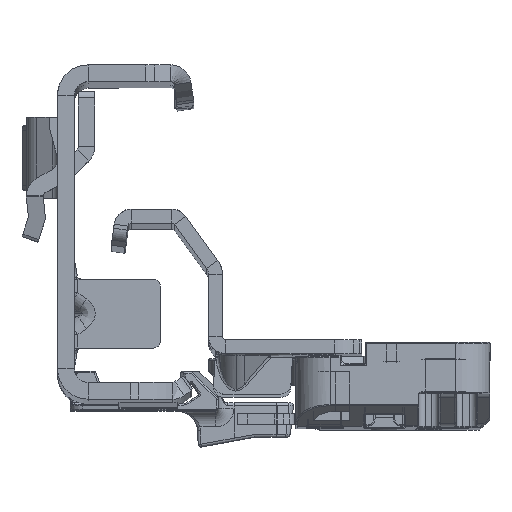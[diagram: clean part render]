
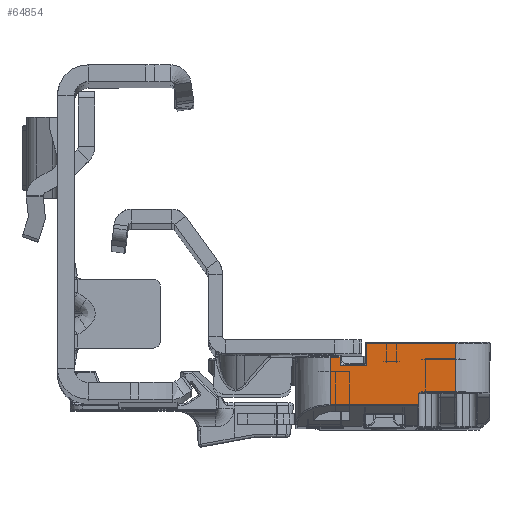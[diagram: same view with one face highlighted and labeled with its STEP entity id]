
A CAD part, top view. The second image highlights one B-rep face of the part: STEP entity #64854.
In plain terms, the highlighted face is planar.
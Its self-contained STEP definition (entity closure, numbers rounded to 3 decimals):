
#4140 = CARTESIAN_POINT ( 'NONE',  ( 3.15, 0.1, -284.5 ) ) ;
#5052 = LINE ( 'NONE', #55858, #96339 ) ;
#5395 = LINE ( 'NONE', #4140, #112605 ) ;
#5591 = VECTOR ( 'NONE', #121061, 1000. ) ;
#6179 = EDGE_CURVE ( 'NONE', #103633, #87219, #27048, .T. ) ;
#10166 = DIRECTION ( 'NONE',  ( 1., 0., 0. ) ) ;
#11209 = DIRECTION ( 'NONE',  ( 0., -1., 0. ) ) ;
#11236 = CARTESIAN_POINT ( 'NONE',  ( 3.15, -1.15, -284.5 ) ) ;
#11387 = VECTOR ( 'NONE', #96663, 1000. ) ;
#11974 = EDGE_CURVE ( 'NONE', #113627, #124177, #86137, .T. ) ;
#15440 = DIRECTION ( 'NONE',  ( 0., 0., 1. ) ) ;
#18708 = LINE ( 'NONE', #59831, #91053 ) ;
#18822 = CARTESIAN_POINT ( 'NONE',  ( -13.7, 2.1, -284.5 ) ) ;
#19746 = CARTESIAN_POINT ( 'NONE',  ( -8.273, -6.785, -284.5 ) ) ;
#20602 = CARTESIAN_POINT ( 'NONE',  ( -8.3, -5.2, -284.5 ) ) ;
#23236 = ORIENTED_EDGE ( 'NONE', *, *, #47424, .T. ) ;
#26054 = CARTESIAN_POINT ( 'NONE',  ( -0.75, 2.1, -284.5 ) ) ;
#27048 = CIRCLE ( 'NONE', #53719, 0.2 ) ;
#27957 = DIRECTION ( 'NONE',  ( 1., 0., 0. ) ) ;
#28277 = ORIENTED_EDGE ( 'NONE', *, *, #11974, .T. ) ;
#32147 = EDGE_CURVE ( 'NONE', #33320, #51531, #51950, .T. ) ;
#33320 = VERTEX_POINT ( 'NONE', #96906 ) ;
#36616 = EDGE_CURVE ( 'NONE', #33320, #113627, #80577, .T. ) ;
#37185 = ORIENTED_EDGE ( 'NONE', *, *, #51137, .T. ) ;
#38883 = ORIENTED_EDGE ( 'NONE', *, *, #44292, .F. ) ;
#39768 = CARTESIAN_POINT ( 'NONE',  ( -8.3, -6.669, -284.5 ) ) ;
#40255 = LINE ( 'NONE', #49276, #123600 ) ;
#42308 = CARTESIAN_POINT ( 'NONE',  ( 3.15, 0.1, -284.5 ) ) ;
#42556 = EDGE_LOOP ( 'NONE', ( #101612, #114924, #23236, #52991, #113443, #28277, #95254, #56737, #38883, #37185, #93288, #107935 ) ) ;
#44292 = EDGE_CURVE ( 'NONE', #81054, #87219, #18708, .T. ) ;
#46236 = DIRECTION ( 'NONE',  ( 0., 1., 0. ) ) ;
#46467 = CARTESIAN_POINT ( 'NONE',  ( 19.8, -1.15, -284.5 ) ) ;
#46479 = EDGE_CURVE ( 'NONE', #73714, #97330, #85100, .T. ) ;
#47328 = CARTESIAN_POINT ( 'NONE',  ( -8.3, 0., -284.5 ) ) ;
#47424 = EDGE_CURVE ( 'NONE', #114377, #51531, #106754, .T. ) ;
#49147 = PLANE ( 'NONE',  #50039 ) ;
#49276 = CARTESIAN_POINT ( 'NONE',  ( -0.7, 2.1, -284.5 ) ) ;
#50039 = AXIS2_PLACEMENT_3D ( 'NONE', #77503, #125751, #27957 ) ;
#51137 = EDGE_CURVE ( 'NONE', #81054, #53915, #5052, .T. ) ;
#51531 = VERTEX_POINT ( 'NONE', #57462 ) ;
#51950 = LINE ( 'NONE', #71887, #53276 ) ;
#52991 = ORIENTED_EDGE ( 'NONE', *, *, #32147, .F. ) ;
#53276 = VECTOR ( 'NONE', #91236, 1000. ) ;
#53719 = AXIS2_PLACEMENT_3D ( 'NONE', #104923, #15440, #73386 ) ;
#53915 = VERTEX_POINT ( 'NONE', #18822 ) ;
#55858 = CARTESIAN_POINT ( 'NONE',  ( -13.7, 2., -284.5 ) ) ;
#56737 = ORIENTED_EDGE ( 'NONE', *, *, #6179, .T. ) ;
#57462 = CARTESIAN_POINT ( 'NONE',  ( 4.6, 0.1, -284.5 ) ) ;
#57662 = EDGE_CURVE ( 'NONE', #103633, #124177, #98154, .T. ) ;
#58417 = CARTESIAN_POINT ( 'NONE',  ( -8.273, -6.785, -284.5 ) ) ;
#59831 = CARTESIAN_POINT ( 'NONE',  ( -8.3, -5., -284.5 ) ) ;
#63819 = CARTESIAN_POINT ( 'NONE',  ( -8.3, -6.669, -284.5 ) ) ;
#64854 = ADVANCED_FACE ( 'NONE', ( #98722 ), #49147, .F. ) ;
#69851 = DIRECTION ( 'NONE',  ( 1., 0., 0. ) ) ;
#70582 = VECTOR ( 'NONE', #86606, 1000. ) ;
#71887 = CARTESIAN_POINT ( 'NONE',  ( 4.6, -242.444, -284.5 ) ) ;
#73386 = DIRECTION ( 'NONE',  ( 1., 0., 0. ) ) ;
#73611 = DIRECTION ( 'NONE',  ( 0., 1., 0. ) ) ;
#73714 = VERTEX_POINT ( 'NONE', #74290 ) ;
#74290 = CARTESIAN_POINT ( 'NONE',  ( -0.75, -1.15, -284.5 ) ) ;
#76827 = VECTOR ( 'NONE', #10166, 1000. ) ;
#77503 = CARTESIAN_POINT ( 'NONE',  ( 19.8, 2.6, -284.5 ) ) ;
#80577 = LINE ( 'NONE', #99238, #5591 ) ;
#81054 = VERTEX_POINT ( 'NONE', #110760 ) ;
#83606 = CARTESIAN_POINT ( 'NONE',  ( -8.5, -5., -284.5 ) ) ;
#85100 = LINE ( 'NONE', #46467, #11387 ) ;
#86137 =( BOUNDED_CURVE ( )  B_SPLINE_CURVE ( 3, ( #58417, #98358, #126035, #39768 ),
 .UNSPECIFIED., .F., .T. ) 
 B_SPLINE_CURVE_WITH_KNOTS ( ( 4, 4 ),
 ( 1.047, 1.571 ),
 .UNSPECIFIED. ) 
 CURVE ( )  GEOMETRIC_REPRESENTATION_ITEM ( )  RATIONAL_B_SPLINE_CURVE ( ( 1., 0.977, 0.977, 1. ) ) 
 REPRESENTATION_ITEM ( '' )  );
#86606 = DIRECTION ( 'NONE',  ( 0., -1., 0. ) ) ;
#87219 = VERTEX_POINT ( 'NONE', #83606 ) ;
#91053 = VECTOR ( 'NONE', #99144, 1000. ) ;
#91236 = DIRECTION ( 'NONE',  ( 0., 1., 0. ) ) ;
#91304 = VERTEX_POINT ( 'NONE', #26054 ) ;
#93288 = ORIENTED_EDGE ( 'NONE', *, *, #98855, .T. ) ;
#93751 = VECTOR ( 'NONE', #11209, 1000. ) ;
#95254 = ORIENTED_EDGE ( 'NONE', *, *, #57662, .F. ) ;
#96339 = VECTOR ( 'NONE', #46236, 1000. ) ;
#96663 = DIRECTION ( 'NONE',  ( 1., 0., 0. ) ) ;
#96906 = CARTESIAN_POINT ( 'NONE',  ( 4.6, -6.785, -284.5 ) ) ;
#97330 = VERTEX_POINT ( 'NONE', #11236 ) ;
#98154 = LINE ( 'NONE', #47328, #70582 ) ;
#98358 = CARTESIAN_POINT ( 'NONE',  ( -8.291, -6.749, -284.5 ) ) ;
#98722 = FACE_OUTER_BOUND ( 'NONE', #42556, .T. ) ;
#98855 = EDGE_CURVE ( 'NONE', #53915, #91304, #40255, .T. ) ;
#99144 = DIRECTION ( 'NONE',  ( 1., 0., 0. ) ) ;
#99238 = CARTESIAN_POINT ( 'NONE',  ( -8.3, -6.785, -284.5 ) ) ;
#101612 = ORIENTED_EDGE ( 'NONE', *, *, #46479, .T. ) ;
#101925 = EDGE_CURVE ( 'NONE', #91304, #73714, #121248, .T. ) ;
#103633 = VERTEX_POINT ( 'NONE', #20602 ) ;
#104923 = CARTESIAN_POINT ( 'NONE',  ( -8.5, -5.2, -284.5 ) ) ;
#106754 = LINE ( 'NONE', #108009, #76827 ) ;
#107935 = ORIENTED_EDGE ( 'NONE', *, *, #101925, .T. ) ;
#108009 = CARTESIAN_POINT ( 'NONE',  ( 4.6, 0.1, -284.5 ) ) ;
#110760 = CARTESIAN_POINT ( 'NONE',  ( -13.7, -5., -284.5 ) ) ;
#111577 = CARTESIAN_POINT ( 'NONE',  ( -0.75, -0.9, -284.5 ) ) ;
#112605 = VECTOR ( 'NONE', #73611, 1000. ) ;
#113443 = ORIENTED_EDGE ( 'NONE', *, *, #36616, .T. ) ;
#113627 = VERTEX_POINT ( 'NONE', #19746 ) ;
#114377 = VERTEX_POINT ( 'NONE', #42308 ) ;
#114924 = ORIENTED_EDGE ( 'NONE', *, *, #126836, .T. ) ;
#121061 = DIRECTION ( 'NONE',  ( -1., 0., 0. ) ) ;
#121248 = LINE ( 'NONE', #111577, #93751 ) ;
#123600 = VECTOR ( 'NONE', #69851, 1000. ) ;
#124177 = VERTEX_POINT ( 'NONE', #63819 ) ;
#125751 = DIRECTION ( 'NONE',  ( 0., 0., 1. ) ) ;
#126035 = CARTESIAN_POINT ( 'NONE',  ( -8.3, -6.71, -284.5 ) ) ;
#126836 = EDGE_CURVE ( 'NONE', #97330, #114377, #5395, .T. ) ;
